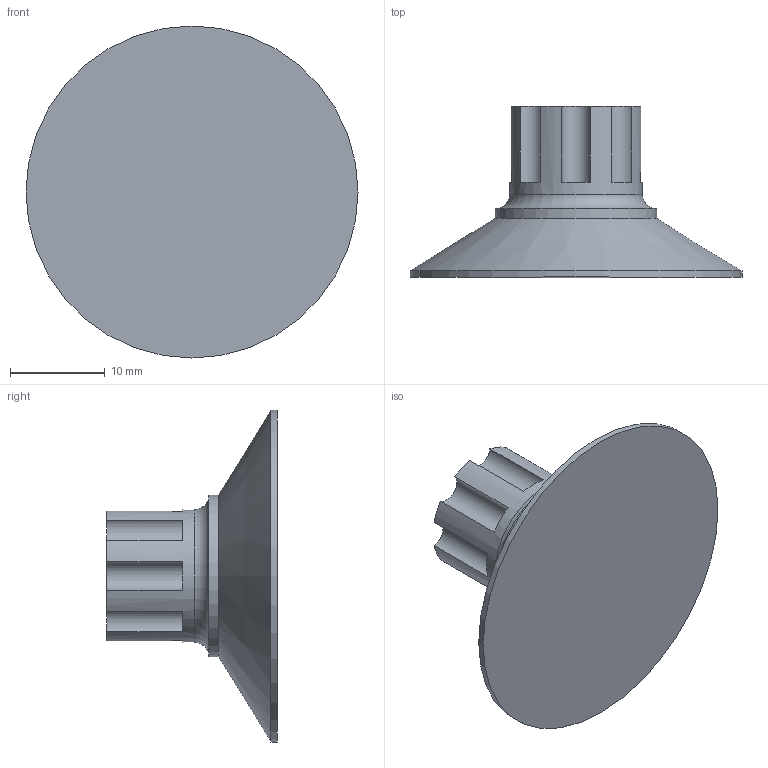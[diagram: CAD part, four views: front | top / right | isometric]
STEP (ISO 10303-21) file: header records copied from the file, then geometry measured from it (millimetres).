
FILE_DESCRIPTION(/* description */ (''),/* implementation_level */ '2;1');
FILE_NAME(/* name */ 'vc35pur.stp',/* time_stamp */ '2020-08-31T16:26:19+02:00',/* author */ ('enginyeria'),/* organization */ (''),/* preprocessor_version */ 'ST-DEVELOPER v17',/* originating_system */ 'Autodesk Inventor 2019',/* authorisation */ '');
FILE_SCHEMA (('CONFIG_CONTROL_DESIGN'));
Length unit declared in the file: millimetre
Products named in the file (1): vc35pur
Bounding box: 35 x 18 x 35 mm (x, y, z)
Volume: 5209.6 mm3; surface area: 2825.3 mm2
Topology: 1 solids, 1 shells, 25 faces, 71 edges, 49 vertices
Faces by surface type: cylinder 12, plane 11, torus 1, cone 1
Full cylindrical faces by diameter (mm): 7 x1, 14 x1, 17 x1, 35 x1
Entity records: 894 total; most frequent: DIRECTION 173, CARTESIAN_POINT 146, ORIENTED_EDGE 142, AXIS2_PLACEMENT_3D 76, EDGE_CURVE 71, CIRCLE 50, VERTEX_POINT 49, EDGE_LOOP 26
